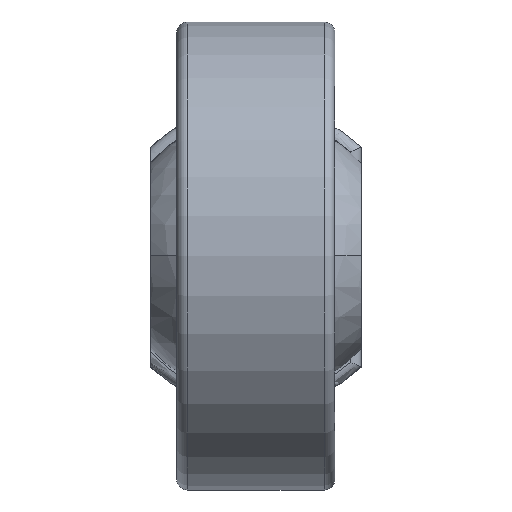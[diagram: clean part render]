
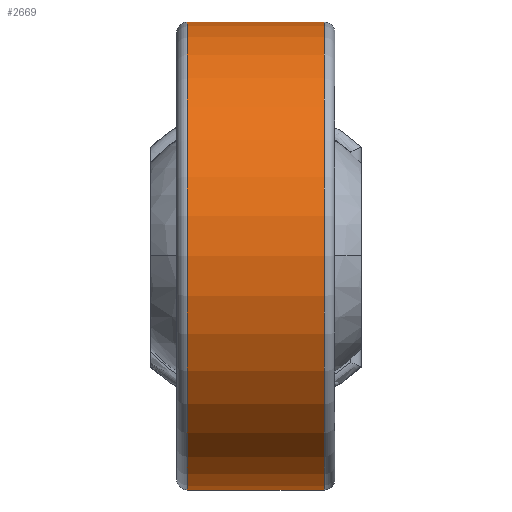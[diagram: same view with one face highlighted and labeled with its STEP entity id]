
A CAD part, top view. The second image highlights one B-rep face of the part: STEP entity #2669.
In plain terms, the highlighted cylindrical face has radius 10 mm (diameter 20 mm), a partial arc.
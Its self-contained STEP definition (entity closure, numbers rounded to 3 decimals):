
#886 = CIRCLE ( 'NONE', #922, 10. ) ;
#894 = DIRECTION ( 'NONE',  ( 1., 0., 0. ) ) ;
#906 = CIRCLE ( 'NONE', #943, 10. ) ;
#914 = CARTESIAN_POINT ( 'NONE',  ( 0.26, -4.737, -8.807 ) ) ;
#915 = CARTESIAN_POINT ( 'NONE',  ( -0.262, -4.737, -8.807 ) ) ;
#916 = CARTESIAN_POINT ( 'NONE',  ( -0.523, -4.717, -8.818 ) ) ;
#917 = CARTESIAN_POINT ( 'NONE',  ( -1.044, -4.637, -8.86 ) ) ;
#918 = CARTESIAN_POINT ( 'NONE',  ( -1.3, -4.577, -8.891 ) ) ;
#919 = CARTESIAN_POINT ( 'NONE',  ( -2.046, -4.342, -9.01 ) ) ;
#920 = CARTESIAN_POINT ( 'NONE',  ( 2.925, 3.821, -9.241 ) ) ;
#921 = DIRECTION ( 'NONE',  ( 0., 0., -1. ) ) ;
#922 = AXIS2_PLACEMENT_3D ( 'NONE', #928, #894, #921 ) ;
#925 = CARTESIAN_POINT ( 'NONE',  ( -2.504, -4.117, -9.119 ) ) ;
#926 = CARTESIAN_POINT ( 'NONE',  ( -2.925, -3.821, -9.241 ) ) ;
#927 = B_SPLINE_CURVE_WITH_KNOTS ( 'NONE', 3,
 ( #926, #925, #919, #918, #917, #916, #915, #914, #974, #973, #972, #971, #970, #969, #968, #967 ),
 .UNSPECIFIED., .F., .F.,
 ( 4, 2, 2, 2, 2, 2, 2, 4 ),
 ( 0., 0.002, 0.002, 0.003, 0.004, 0.005, 0.005, 0.006 ),
 .UNSPECIFIED. ) ;
#928 = CARTESIAN_POINT ( 'NONE',  ( -2.925, 0., 0. ) ) ;
#930 = DIRECTION ( 'NONE',  ( 0., 0., -1. ) ) ;
#931 = DIRECTION ( 'NONE',  ( -1., 0., 0. ) ) ;
#942 = CARTESIAN_POINT ( 'NONE',  ( 2.925, 0., 0. ) ) ;
#943 = AXIS2_PLACEMENT_3D ( 'NONE', #942, #931, #930 ) ;
#967 = CARTESIAN_POINT ( 'NONE',  ( 2.925, -3.821, -9.241 ) ) ;
#968 = CARTESIAN_POINT ( 'NONE',  ( 2.714, -3.969, -9.18 ) ) ;
#969 = CARTESIAN_POINT ( 'NONE',  ( 2.493, -4.1, -9.122 ) ) ;
#970 = CARTESIAN_POINT ( 'NONE',  ( 2.029, -4.328, -9.016 ) ) ;
#971 = CARTESIAN_POINT ( 'NONE',  ( 1.788, -4.424, -8.969 ) ) ;
#972 = CARTESIAN_POINT ( 'NONE',  ( 1.295, -4.578, -8.891 ) ) ;
#973 = CARTESIAN_POINT ( 'NONE',  ( 1.042, -4.637, -8.86 ) ) ;
#974 = CARTESIAN_POINT ( 'NONE',  ( 0.522, -4.717, -8.818 ) ) ;
#984 = CARTESIAN_POINT ( 'NONE',  ( -2.925, -3.821, -9.241 ) ) ;
#1085 = CARTESIAN_POINT ( 'NONE',  ( -2.925, 3.821, -9.241 ) ) ;
#1086 = CARTESIAN_POINT ( 'NONE',  ( -2.714, 3.969, -9.18 ) ) ;
#1087 = CARTESIAN_POINT ( 'NONE',  ( -2.493, 4.1, -9.122 ) ) ;
#1088 = CARTESIAN_POINT ( 'NONE',  ( -2.029, 4.328, -9.016 ) ) ;
#1089 = CARTESIAN_POINT ( 'NONE',  ( -1.788, 4.424, -8.969 ) ) ;
#1090 = CARTESIAN_POINT ( 'NONE',  ( -1.295, 4.578, -8.891 ) ) ;
#1091 = CARTESIAN_POINT ( 'NONE',  ( -1.042, 4.637, -8.86 ) ) ;
#1092 = CARTESIAN_POINT ( 'NONE',  ( -0.522, 4.717, -8.818 ) ) ;
#1093 = CARTESIAN_POINT ( 'NONE',  ( -0.26, 4.737, -8.807 ) ) ;
#1094 = CARTESIAN_POINT ( 'NONE',  ( 0.262, 4.737, -8.807 ) ) ;
#1095 = CARTESIAN_POINT ( 'NONE',  ( 0.523, 4.717, -8.818 ) ) ;
#1096 = CARTESIAN_POINT ( 'NONE',  ( 1.044, 4.637, -8.86 ) ) ;
#1097 = CARTESIAN_POINT ( 'NONE',  ( 1.3, 4.577, -8.891 ) ) ;
#1098 = CARTESIAN_POINT ( 'NONE',  ( 2.046, 4.342, -9.01 ) ) ;
#1099 = CARTESIAN_POINT ( 'NONE',  ( 2.504, 4.117, -9.119 ) ) ;
#1100 = CARTESIAN_POINT ( 'NONE',  ( 2.925, 3.821, -9.241 ) ) ;
#1106 = B_SPLINE_CURVE_WITH_KNOTS ( 'NONE', 3,
 ( #1100, #1099, #1098, #1097, #1096, #1095, #1094, #1093, #1092, #1091, #1090, #1089, #1088, #1087, #1086, #1085 ),
 .UNSPECIFIED., .F., .F.,
 ( 4, 2, 2, 2, 2, 2, 2, 4 ),
 ( 0., 0.002, 0.002, 0.003, 0.004, 0.005, 0.005, 0.006 ),
 .UNSPECIFIED. ) ;
#1133 = CARTESIAN_POINT ( 'NONE',  ( 2.925, -3.821, -9.241 ) ) ;
#1134 = DIRECTION ( 'NONE',  ( 0., 0., -1. ) ) ;
#1135 = DIRECTION ( 'NONE',  ( 1., 0., 0. ) ) ;
#1136 = CARTESIAN_POINT ( 'NONE',  ( -3.375, 0., 0. ) ) ;
#1137 = AXIS2_PLACEMENT_3D ( 'NONE', #1136, #1135, #1134 ) ;
#1138 = CARTESIAN_POINT ( 'NONE',  ( -2.925, 3.821, -9.241 ) ) ;
#1139 = CYLINDRICAL_SURFACE ( 'NONE', #1137, 10. ) ;
#1144 = FACE_OUTER_BOUND ( 'NONE', #2655, .T. ) ;
#2604 = EDGE_CURVE ( 'NONE', #2671, #2608, #906, .T. ) ;
#2605 = EDGE_CURVE ( 'NONE', #2631, #2671, #927, .T. ) ;
#2606 = ORIENTED_EDGE ( 'NONE', *, *, #2653, .T. ) ;
#2607 = EDGE_CURVE ( 'NONE', #2670, #2631, #886, .T. ) ;
#2608 = VERTEX_POINT ( 'NONE', #920 ) ;
#2620 = ORIENTED_EDGE ( 'NONE', *, *, #2605, .T. ) ;
#2622 = ORIENTED_EDGE ( 'NONE', *, *, #2607, .T. ) ;
#2631 = VERTEX_POINT ( 'NONE', #984 ) ;
#2653 = EDGE_CURVE ( 'NONE', #2608, #2670, #1106, .T. ) ;
#2655 = EDGE_LOOP ( 'NONE', ( #2606, #2622, #2620, #2662 ) ) ;
#2662 = ORIENTED_EDGE ( 'NONE', *, *, #2604, .T. ) ;
#2669 = ADVANCED_FACE ( 'NONE', ( #1144 ), #1139, .T. ) ;
#2670 = VERTEX_POINT ( 'NONE', #1138 ) ;
#2671 = VERTEX_POINT ( 'NONE', #1133 ) ;
